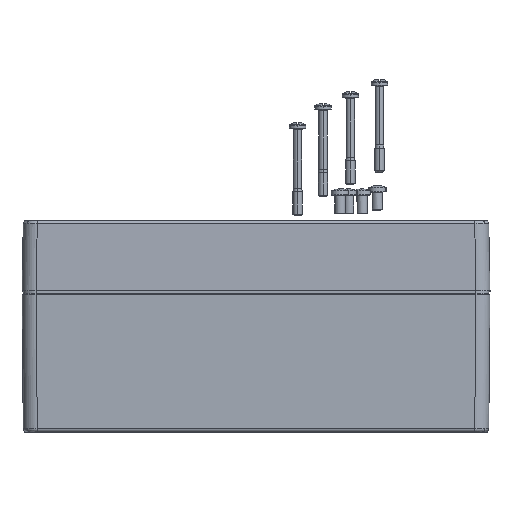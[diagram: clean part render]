
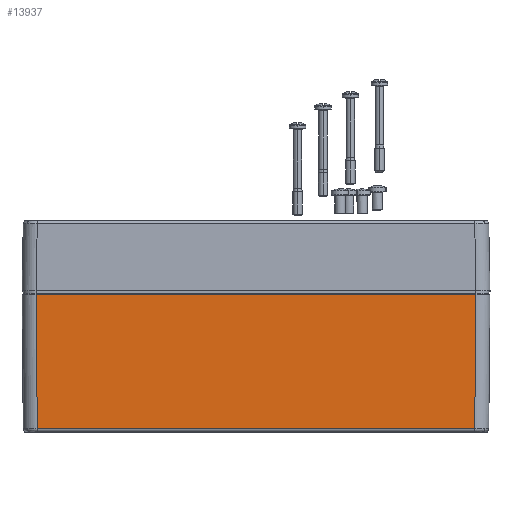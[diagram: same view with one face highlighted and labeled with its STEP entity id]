
A CAD part, top view. The second image highlights one B-rep face of the part: STEP entity #13937.
In plain terms, the highlighted planar face has unit normal (0, -0.009, 1).
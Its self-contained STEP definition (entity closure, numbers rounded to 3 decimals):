
#8849 = VERTEX_POINT('',#8850);
#8850 = CARTESIAN_POINT('',(-93.472,-60.513,
    59.472));
#13410 = VERTEX_POINT('',#13411);
#13411 = CARTESIAN_POINT('',(-93.974,-3.,59.974));
#13420 = EDGE_CURVE('',#13421,#13410,#13423,.T.);
#13421 = VERTEX_POINT('',#13422);
#13422 = CARTESIAN_POINT('',(93.974,-3.,59.974));
#13423 = LINE('',#13424,#13425);
#13424 = CARTESIAN_POINT('',(-100.,-3.,59.974));
#13425 = VECTOR('',#13426,1.);
#13426 = DIRECTION('',(-1.,0.,0.));
#13811 = VERTEX_POINT('',#13812);
#13812 = CARTESIAN_POINT('',(93.472,-60.513,
    59.472));
#13864 = EDGE_CURVE('',#8849,#13811,#13865,.T.);
#13865 = LINE('',#13866,#13867);
#13866 = CARTESIAN_POINT('',(-100.,-60.513,59.472));
#13867 = VECTOR('',#13868,1.);
#13868 = DIRECTION('',(1.,0.,0.));
#13937 = ADVANCED_FACE('',(#13938),#13954,.T.);
#13938 = FACE_BOUND('',#13939,.T.);
#13939 = EDGE_LOOP('',(#13940,#13946,#13947,#13953));
#13940 = ORIENTED_EDGE('',*,*,#13941,.T.);
#13941 = EDGE_CURVE('',#13811,#13421,#13942,.T.);
#13942 = LINE('',#13943,#13944);
#13943 = CARTESIAN_POINT('',(93.985,-1.693,
    59.985));
#13944 = VECTOR('',#13945,1.);
#13945 = DIRECTION('',(0.009,1.,
    0.009));
#13946 = ORIENTED_EDGE('',*,*,#13420,.T.);
#13947 = ORIENTED_EDGE('',*,*,#13948,.T.);
#13948 = EDGE_CURVE('',#13410,#8849,#13949,.T.);
#13949 = LINE('',#13950,#13951);
#13950 = CARTESIAN_POINT('',(-94.001,0.052,
    60.));
#13951 = VECTOR('',#13952,1.);
#13952 = DIRECTION('',(0.009,-1.,
    -0.009));
#13953 = ORIENTED_EDGE('',*,*,#13864,.T.);
#13954 = PLANE('',#13955);
#13955 = AXIS2_PLACEMENT_3D('',#13956,#13957,#13958);
#13956 = CARTESIAN_POINT('',(-100.,0.,60.));
#13957 = DIRECTION('',(0.,-0.009,1.));
#13958 = DIRECTION('',(0.,-1.,-0.009));
